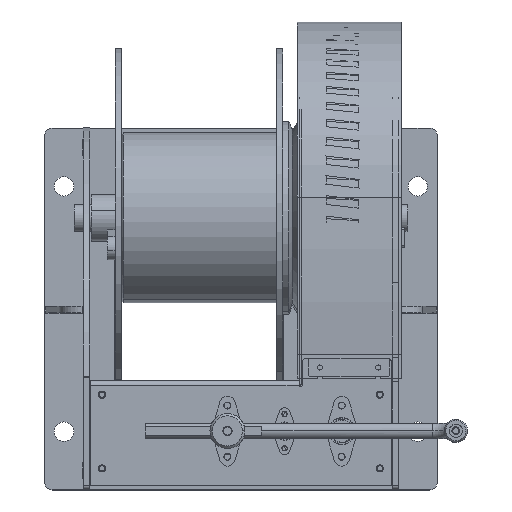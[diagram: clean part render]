
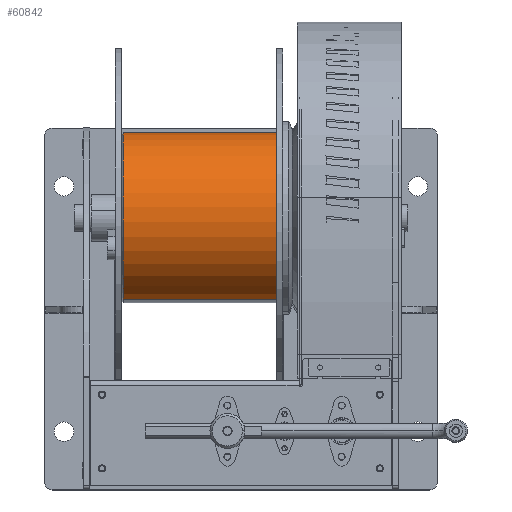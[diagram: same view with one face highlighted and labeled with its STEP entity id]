
A CAD part, top view. The second image highlights one B-rep face of the part: STEP entity #60842.
In plain terms, the highlighted cylindrical face has radius 109.55 mm (diameter 219.1 mm), a partial arc.
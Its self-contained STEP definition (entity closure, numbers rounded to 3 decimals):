
#231 = CIRCLE ( 'NONE', #13592, 109.55 ) ;
#372 = ORIENTED_EDGE ( 'NONE', *, *, #56783, .T. ) ;
#4699 = CARTESIAN_POINT ( 'NONE',  ( 109.55, 0., 138. ) ) ;
#8847 = DIRECTION ( 'NONE',  ( 0., 0., -1. ) ) ;
#9724 = CARTESIAN_POINT ( 'NONE',  ( -109.55, 0., -135.5 ) ) ;
#13592 = AXIS2_PLACEMENT_3D ( 'NONE', #58308, #14457, #65659 ) ;
#14457 = DIRECTION ( 'NONE',  ( 0., 0., 1. ) ) ;
#15432 = DIRECTION ( 'NONE',  ( 0., 0., -1. ) ) ;
#17748 = CARTESIAN_POINT ( 'NONE',  ( -109.55, 0., 138. ) ) ;
#18892 = CYLINDRICAL_SURFACE ( 'NONE', #67499, 109.55 ) ;
#23242 = VECTOR ( 'NONE', #26781, 1000. ) ;
#26781 = DIRECTION ( 'NONE',  ( 0., 0., -1. ) ) ;
#27073 = CARTESIAN_POINT ( 'NONE',  ( 109.55, 0., -135.5 ) ) ;
#29527 = EDGE_CURVE ( 'NONE', #61207, #83045, #231, .T. ) ;
#30915 = CARTESIAN_POINT ( 'NONE',  ( 0., 0., 138. ) ) ;
#31450 = VERTEX_POINT ( 'NONE', #91595 ) ;
#32796 = CIRCLE ( 'NONE', #35160, 109.55 ) ;
#35160 = AXIS2_PLACEMENT_3D ( 'NONE', #59297, #15432, #66690 ) ;
#39531 = CARTESIAN_POINT ( 'NONE',  ( -109.55, 0., 135.5 ) ) ;
#42747 = LINE ( 'NONE', #4699, #23242 ) ;
#48874 = VECTOR ( 'NONE', #61609, 1000. ) ;
#56783 = EDGE_CURVE ( 'NONE', #31450, #61207, #42747, .T. ) ;
#57846 = FACE_OUTER_BOUND ( 'NONE', #73849, .T. ) ;
#58308 = CARTESIAN_POINT ( 'NONE',  ( 0., 0., -135.5 ) ) ;
#59297 = CARTESIAN_POINT ( 'NONE',  ( 0., 0., 135.5 ) ) ;
#60842 = ADVANCED_FACE ( 'NONE', ( #57846 ), #18892, .T. ) ;
#61207 = VERTEX_POINT ( 'NONE', #27073 ) ;
#61609 = DIRECTION ( 'NONE',  ( 0., 0., -1. ) ) ;
#62692 = ORIENTED_EDGE ( 'NONE', *, *, #85166, .T. ) ;
#65659 = DIRECTION ( 'NONE',  ( 1., 0., 0. ) ) ;
#66690 = DIRECTION ( 'NONE',  ( 1., 0., 0. ) ) ;
#67499 = AXIS2_PLACEMENT_3D ( 'NONE', #30915, #8847, #82154 ) ;
#73849 = EDGE_LOOP ( 'NONE', ( #62692, #372, #90489, #76913 ) ) ;
#76913 = ORIENTED_EDGE ( 'NONE', *, *, #86547, .F. ) ;
#82154 = DIRECTION ( 'NONE',  ( -1., 0., 0. ) ) ;
#83045 = VERTEX_POINT ( 'NONE', #9724 ) ;
#85166 = EDGE_CURVE ( 'NONE', #88868, #31450, #32796, .T. ) ;
#86547 = EDGE_CURVE ( 'NONE', #88868, #83045, #87867, .T. ) ;
#87867 = LINE ( 'NONE', #17748, #48874 ) ;
#88868 = VERTEX_POINT ( 'NONE', #39531 ) ;
#90489 = ORIENTED_EDGE ( 'NONE', *, *, #29527, .T. ) ;
#91595 = CARTESIAN_POINT ( 'NONE',  ( 109.55, 0., 135.5 ) ) ;
